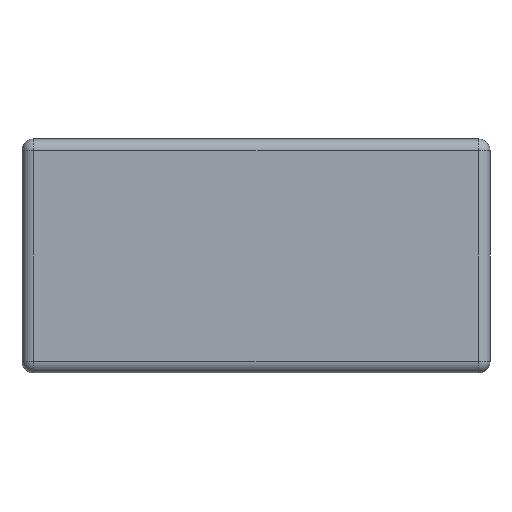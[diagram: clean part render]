
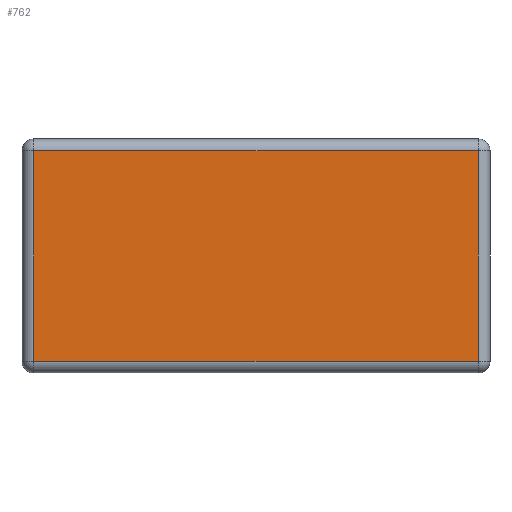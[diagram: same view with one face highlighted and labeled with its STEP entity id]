
A CAD part, front view. The second image highlights one B-rep face of the part: STEP entity #762.
In plain terms, the highlighted planar face has unit normal (0, -1, 0).
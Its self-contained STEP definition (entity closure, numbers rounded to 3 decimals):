
#10 = ORIENTED_EDGE ( 'NONE', *, *, #657, .T. ) ;
#13 = EDGE_CURVE ( 'NONE', #1011, #128, #584, .T. ) ;
#43 = FACE_OUTER_BOUND ( 'NONE', #852, .T. ) ;
#51 = DIRECTION ( 'NONE',  ( 0., 0., -1. ) ) ;
#128 = VERTEX_POINT ( 'NONE', #641 ) ;
#137 = CARTESIAN_POINT ( 'NONE',  ( -19., 0., -9. ) ) ;
#170 = LINE ( 'NONE', #740, #374 ) ;
#206 = EDGE_CURVE ( 'NONE', #314, #303, #406, .T. ) ;
#213 = ORIENTED_EDGE ( 'NONE', *, *, #214, .T. ) ;
#214 = EDGE_CURVE ( 'NONE', #303, #1011, #170, .T. ) ;
#220 = VECTOR ( 'NONE', #272, 1000. ) ;
#272 = DIRECTION ( 'NONE',  ( -1., 0., 0. ) ) ;
#303 = VERTEX_POINT ( 'NONE', #401 ) ;
#314 = VERTEX_POINT ( 'NONE', #979 ) ;
#366 = VECTOR ( 'NONE', #563, 1000. ) ;
#374 = VECTOR ( 'NONE', #51, 1000. ) ;
#401 = CARTESIAN_POINT ( 'NONE',  ( -19., 0., 9. ) ) ;
#406 = LINE ( 'NONE', #903, #220 ) ;
#484 = ORIENTED_EDGE ( 'NONE', *, *, #13, .T. ) ;
#542 = ORIENTED_EDGE ( 'NONE', *, *, #206, .T. ) ;
#563 = DIRECTION ( 'NONE',  ( 1., 0., 0. ) ) ;
#584 = LINE ( 'NONE', #601, #366 ) ;
#601 = CARTESIAN_POINT ( 'NONE',  ( 20., 0., -9. ) ) ;
#641 = CARTESIAN_POINT ( 'NONE',  ( 19., 0., -9. ) ) ;
#657 = EDGE_CURVE ( 'NONE', #128, #314, #990, .T. ) ;
#690 = PLANE ( 'NONE',  #1067 ) ;
#721 = VECTOR ( 'NONE', #1016, 1000. ) ;
#740 = CARTESIAN_POINT ( 'NONE',  ( -19., 0., 0. ) ) ;
#762 = ADVANCED_FACE ( 'NONE', ( #43 ), #690, .F. ) ;
#841 = CARTESIAN_POINT ( 'NONE',  ( 0., 0., 0. ) ) ;
#852 = EDGE_LOOP ( 'NONE', ( #484, #10, #542, #213 ) ) ;
#876 = DIRECTION ( 'NONE',  ( 0., 0., 1. ) ) ;
#903 = CARTESIAN_POINT ( 'NONE',  ( 0., 0., 9. ) ) ;
#915 = DIRECTION ( 'NONE',  ( 0., 1., 0. ) ) ;
#925 = CARTESIAN_POINT ( 'NONE',  ( 19., 0., 10. ) ) ;
#979 = CARTESIAN_POINT ( 'NONE',  ( 19., 0., 9. ) ) ;
#990 = LINE ( 'NONE', #925, #721 ) ;
#1011 = VERTEX_POINT ( 'NONE', #137 ) ;
#1016 = DIRECTION ( 'NONE',  ( 0., 0., 1. ) ) ;
#1067 = AXIS2_PLACEMENT_3D ( 'NONE', #841, #915, #876 ) ;
